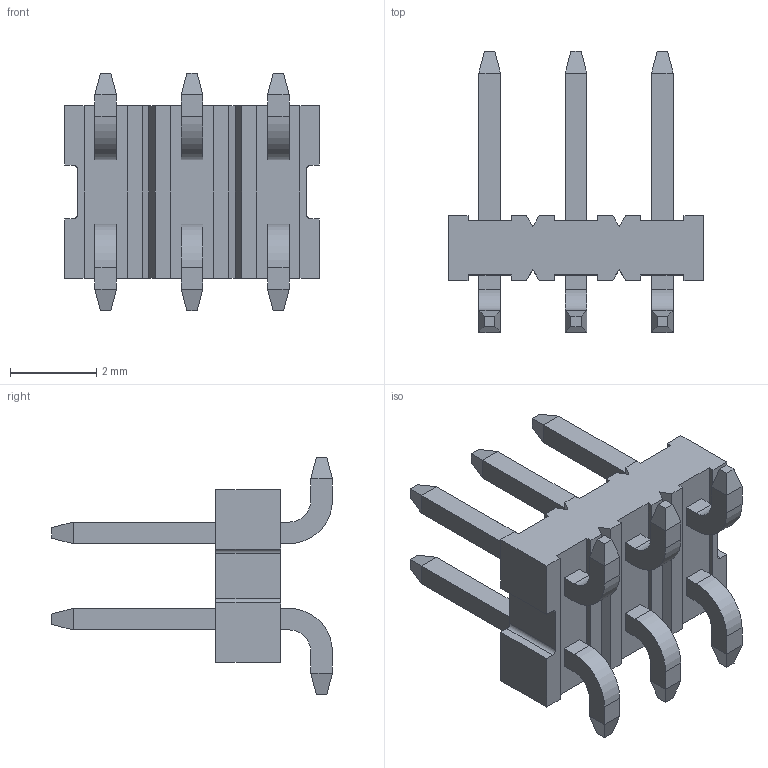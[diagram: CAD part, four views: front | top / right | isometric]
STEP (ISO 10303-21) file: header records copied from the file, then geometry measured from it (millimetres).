
FILE_DESCRIPTION((''),'2;1');
FILE_NAME('877590614','2009-07-01T',('gga'),(''),'PRO/ENGINEER BY PARAMETRIC TECHNOLOGY CORPORATION, 2003451','PRO/ENGINEER BY PARAMETRIC TECHNOLOGY CORPORATION, 2003451','');
FILE_SCHEMA(('CONFIG_CONTROL_DESIGN'));
Length unit declared in the file: millimetre
Products named in the file (1): 877590614
Bounding box: 5.9 x 6.5 x 5.5 mm (x, y, z)
Volume: 39.6 mm3; surface area: 159.5 mm2
Topology: 1 solids, 1 shells, 210 faces, 540 edges, 344 vertices
Faces by surface type: plane 194, cylinder 16
Entity records: 6193 total; most frequent: CARTESIAN_POINT 1071, ORIENTED_EDGE 1032, DIRECTION 994, EDGE_CURVE 516, VECTOR 508, LINE 508, VERTEX_POINT 320, AXIS2_PLACEMENT_3D 243
